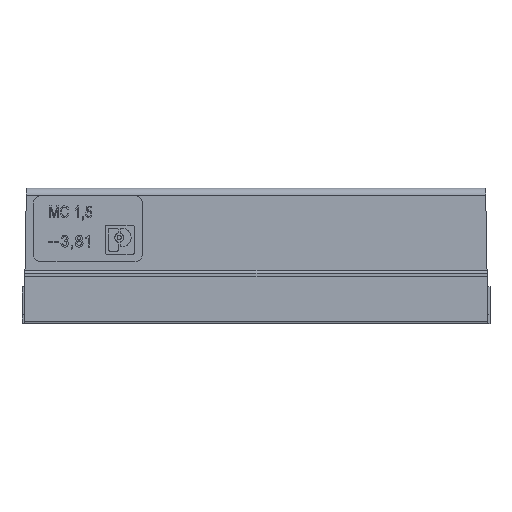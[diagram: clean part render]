
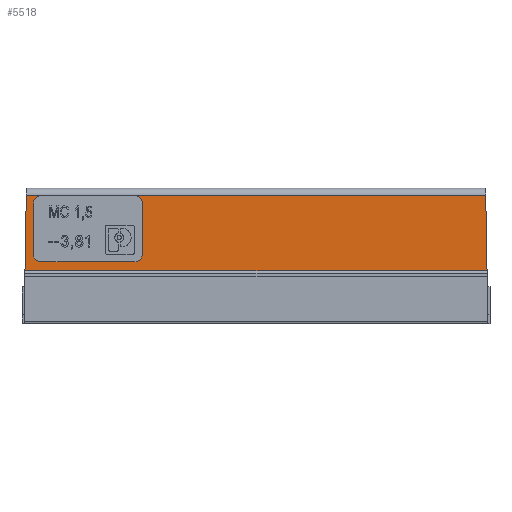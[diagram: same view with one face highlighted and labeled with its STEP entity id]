
A CAD part, top view. The second image highlights one B-rep face of the part: STEP entity #5518.
In plain terms, the highlighted planar face has unit normal (0, 0, 1).
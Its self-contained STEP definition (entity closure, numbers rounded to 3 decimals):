
#5518=ADVANCED_FACE('',(#12356),#12357,.F.);
#6280=EDGE_CURVE('',#13523,#13524,#13525,.T.);
#6286=EDGE_CURVE('',#13533,#13534,#13535,.T.);
#6292=EDGE_CURVE('',#13543,#13544,#13545,.T.);
#6298=EDGE_CURVE('',#13553,#13554,#13555,.T.);
#6392=EDGE_CURVE('',#13699,#13702,#13703,.T.);
#6434=EDGE_CURVE('',#13760,#13761,#13762,.T.);
#6470=EDGE_CURVE('',#13808,#13553,#13809,.T.);
#6472=EDGE_CURVE('',#13808,#13524,#13811,.T.);
#6474=EDGE_CURVE('',#13813,#13523,#13814,.T.);
#6476=EDGE_CURVE('',#13813,#13534,#13816,.T.);
#6478=EDGE_CURVE('',#13818,#13533,#13819,.T.);
#6480=EDGE_CURVE('',#13818,#13544,#13821,.T.);
#6482=EDGE_CURVE('',#13702,#13543,#13823,.T.);
#6484=EDGE_CURVE('',#13760,#13699,#13825,.T.);
#12356=FACE_OUTER_BOUND('',#22923,.T.);
#12357=PLANE('',#22924);
#13523=VERTEX_POINT('',#24500);
#13524=VERTEX_POINT('',#24501);
#13525=CIRCLE('',#24502,0.5);
#13533=VERTEX_POINT('',#24514);
#13534=VERTEX_POINT('',#24515);
#13535=CIRCLE('',#24516,0.5);
#13543=VERTEX_POINT('',#24528);
#13544=VERTEX_POINT('',#24529);
#13545=CIRCLE('',#24530,0.5);
#13553=VERTEX_POINT('',#24542);
#13554=VERTEX_POINT('',#24543);
#13555=CIRCLE('',#24544,0.5);
#13699=VERTEX_POINT('',#24867);
#13702=VERTEX_POINT('',#24874);
#13703=LINE('',#24875,#24876);
#13760=VERTEX_POINT('',#24971);
#13761=VERTEX_POINT('',#24972);
#13762=LINE('',#24973,#24974);
#13808=VERTEX_POINT('',#25065);
#13809=CIRCLE('',#25066,0.5);
#13811=LINE('',#25069,#25070);
#13813=VERTEX_POINT('',#25073);
#13814=CIRCLE('',#25074,0.5);
#13816=LINE('',#25077,#25078);
#13818=VERTEX_POINT('',#25081);
#13819=CIRCLE('',#25082,0.5);
#13821=LINE('',#25085,#25086);
#13823=CIRCLE('',#25089,0.5);
#13825=LINE('',#25092,#25093);
#22923=EDGE_LOOP('',(#37340,#37341,#37342,#37343,#37344,#37345,#37346,#37347,#37348,#37349,#37350,#37351,#37352,#37353,#37354,#37355));
#22924=AXIS2_PLACEMENT_3D('',#37356,#37357,#37358);
#24500=CARTESIAN_POINT('',(7.546,4.2,7.));
#24501=CARTESIAN_POINT('',(8.043,4.7,7.));
#24502=AXIS2_PLACEMENT_3D('',#41143,#41144,#41145);
#24514=CARTESIAN_POINT('',(0.643,4.697,7.));
#24515=CARTESIAN_POINT('',(1.143,4.2,7.));
#24516=AXIS2_PLACEMENT_3D('',#41150,#41151,#41152);
#24528=CARTESIAN_POINT('',(1.14,8.7,7.));
#24529=CARTESIAN_POINT('',(0.643,8.2,7.));
#24530=AXIS2_PLACEMENT_3D('',#41157,#41158,#41159);
#24542=CARTESIAN_POINT('',(8.043,8.203,7.));
#24543=CARTESIAN_POINT('',(7.543,8.7,7.));
#24544=AXIS2_PLACEMENT_3D('',#41164,#41165,#41166);
#24867=CARTESIAN_POINT('',(0.151,8.7,7.));
#24874=CARTESIAN_POINT('',(1.143,8.7,7.));
#24875=CARTESIAN_POINT('',(0.151,8.7,7.));
#24876=VECTOR('',#41240,1.0);
#24971=CARTESIAN_POINT('',(0.062,3.6,7.0));
#24972=CARTESIAN_POINT('',(31.528,3.6,7.));
#24973=CARTESIAN_POINT('',(17.7,3.6,7.));
#24974=VECTOR('',#41267,1.0);
#25065=CARTESIAN_POINT('',(8.043,8.2,7.));
#25066=AXIS2_PLACEMENT_3D('',#41286,#41287,#41288);
#25069=CARTESIAN_POINT('',(8.043,8.2,7.));
#25070=VECTOR('',#41289,1.0);
#25073=CARTESIAN_POINT('',(7.543,4.2,7.));
#25074=AXIS2_PLACEMENT_3D('',#41290,#41291,#41292);
#25077=CARTESIAN_POINT('',(7.543,4.2,7.));
#25078=VECTOR('',#41293,1.0);
#25081=CARTESIAN_POINT('',(0.643,4.7,7.));
#25082=AXIS2_PLACEMENT_3D('',#41294,#41295,#41296);
#25085=CARTESIAN_POINT('',(0.643,4.7,7.));
#25086=VECTOR('',#41297,1.0);
#25089=AXIS2_PLACEMENT_3D('',#41298,#41299,#41300);
#25092=CARTESIAN_POINT('',(0.062,3.6,7.0));
#25093=VECTOR('',#41301,1.0);
#37340=ORIENTED_EDGE('',*,*,#6434,.T.);
#37341=ORIENTED_EDGE('',*,*,#42848,.F.);
#37342=ORIENTED_EDGE('',*,*,#44085,.F.);
#37343=ORIENTED_EDGE('',*,*,#6298,.F.);
#37344=ORIENTED_EDGE('',*,*,#6470,.F.);
#37345=ORIENTED_EDGE('',*,*,#6472,.T.);
#37346=ORIENTED_EDGE('',*,*,#6280,.F.);
#37347=ORIENTED_EDGE('',*,*,#6474,.F.);
#37348=ORIENTED_EDGE('',*,*,#6476,.T.);
#37349=ORIENTED_EDGE('',*,*,#6286,.F.);
#37350=ORIENTED_EDGE('',*,*,#6478,.F.);
#37351=ORIENTED_EDGE('',*,*,#6480,.T.);
#37352=ORIENTED_EDGE('',*,*,#6292,.F.);
#37353=ORIENTED_EDGE('',*,*,#6482,.F.);
#37354=ORIENTED_EDGE('',*,*,#6392,.F.);
#37355=ORIENTED_EDGE('',*,*,#6484,.F.);
#37356=CARTESIAN_POINT('',(0.002,3.472,7.0));
#37357=DIRECTION('',(0.,0.,-1.0));
#37358=DIRECTION('',(0.0,-1.0,0.));
#41143=CARTESIAN_POINT('',(7.543,4.7,7.));
#41144=DIRECTION('',(0.,0.,1.0));
#41145=DIRECTION('',(0.,-1.0,0.));
#41150=CARTESIAN_POINT('',(1.143,4.7,7.));
#41151=DIRECTION('',(0.,0.,1.0));
#41152=DIRECTION('',(-1.0,0.,0.));
#41157=CARTESIAN_POINT('',(1.143,8.2,7.));
#41158=DIRECTION('',(0.,0.,1.0));
#41159=DIRECTION('',(0.0,1.0,0.));
#41164=CARTESIAN_POINT('',(7.543,8.2,7.));
#41165=DIRECTION('',(0.,0.,1.0));
#41166=DIRECTION('',(1.0,0.,0.));
#41240=DIRECTION('',(1.0,0.,0.));
#41267=DIRECTION('',(1.0,0.,0.));
#41286=CARTESIAN_POINT('',(7.543,8.2,7.));
#41287=DIRECTION('',(0.,0.,1.0));
#41288=DIRECTION('',(1.0,0.,0.));
#41289=DIRECTION('',(0.,-1.0,0.));
#41290=CARTESIAN_POINT('',(7.543,4.7,7.));
#41291=DIRECTION('',(0.,0.,1.0));
#41292=DIRECTION('',(0.,-1.0,0.));
#41293=DIRECTION('',(-1.0,0.,0.));
#41294=CARTESIAN_POINT('',(1.143,4.7,7.));
#41295=DIRECTION('',(0.,0.,1.0));
#41296=DIRECTION('',(-1.0,0.,0.));
#41297=DIRECTION('',(0.,1.0,0.));
#41298=CARTESIAN_POINT('',(1.143,8.2,7.));
#41299=DIRECTION('',(0.,0.,1.0));
#41300=DIRECTION('',(0.0,1.0,0.));
#41301=DIRECTION('',(0.017,1.,0.));
#42848=EDGE_CURVE('',#45182,#13761,#45184,.T.);
#44085=EDGE_CURVE('',#13554,#45182,#46962,.T.);
#45182=VERTEX_POINT('',#48291);
#45184=LINE('',#48293,#48294);
#46962=LINE('',#50953,#50954);
#48291=CARTESIAN_POINT('',(31.439,8.7,7.));
#48293=CARTESIAN_POINT('',(31.509,4.729,7.));
#48294=VECTOR('',#51728,1.0);
#50953=CARTESIAN_POINT('',(31.87,8.7,7.));
#50954=VECTOR('',#52772,1.0);
#51728=DIRECTION('',(0.017,-1.,0.));
#52772=DIRECTION('',(1.0,0.,0.));
